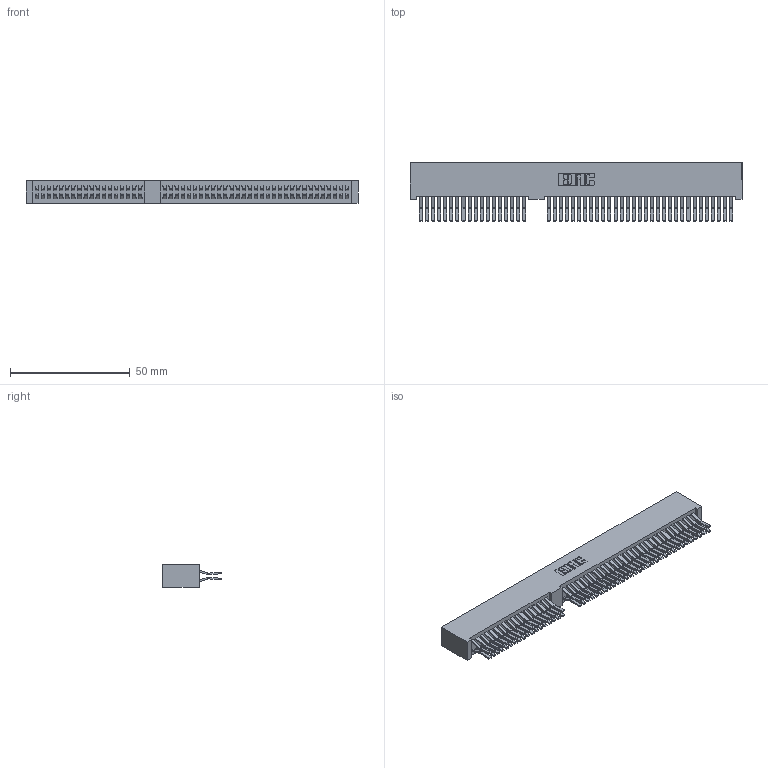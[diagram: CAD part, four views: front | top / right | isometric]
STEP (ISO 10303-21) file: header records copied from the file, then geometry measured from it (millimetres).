
FILE_DESCRIPTION (( 'STEP AP214' ), '1' );
FILE_NAME ('395-098-560-300.STEP', '2020-05-26T18:34:15', ( '' ), ( '' ), 'SwSTEP 2.0', 'SolidWorks 2020', '' );
FILE_SCHEMA (( 'AUTOMOTIVE_DESIGN' ));
Length unit declared in the file: inch
Products named in the file (3): 395-AT Part_No Mounting Lugs; 345-292-001_560 Tail; 395-098-560-300
Assembly tree (99 placements, depth 2):
  395-098-560-300
    345-292-001_560 Tail  x98
    395-AT Part_No Mounting Lugs
Bounding box: 138.68 x 24.45 x 9.4 mm (x, y, z)
Volume: 14807.9 mm3; surface area: 23027.9 mm2
Topology: 99 solids, 99 shells, 5227 faces, 15539 edges, 10226 vertices
Faces by surface type: plane 3325, cylinder 1902
Entity records: 35738 total; most frequent: CARTESIAN_POINT 6313, ORIENTED_EDGE 6246, DIRECTION 5553, EDGE_CURVE 3123, VECTOR 2803, LINE 2803, VERTEX_POINT 2078, AXIS2_PLACEMENT_3D 1375
